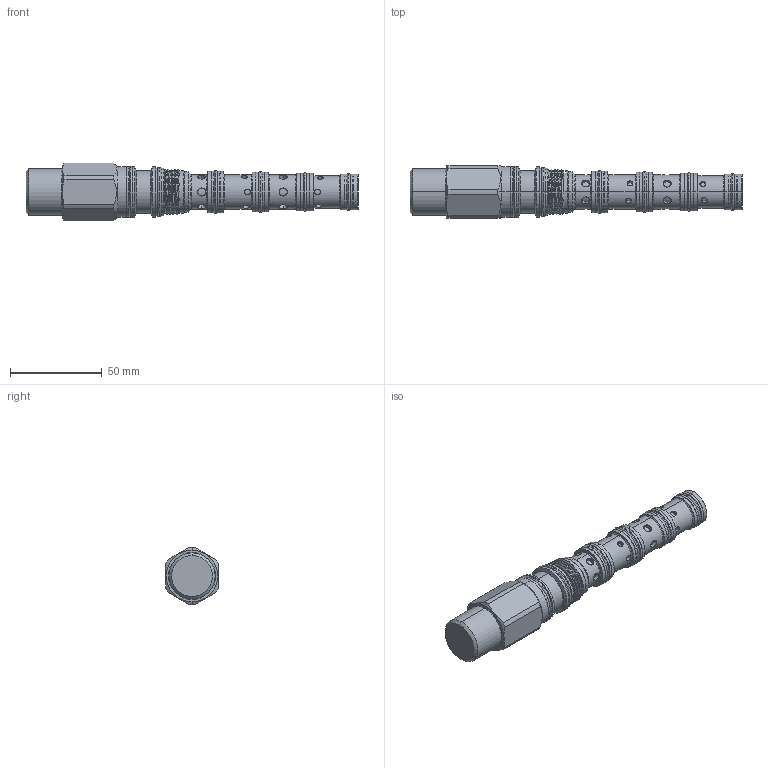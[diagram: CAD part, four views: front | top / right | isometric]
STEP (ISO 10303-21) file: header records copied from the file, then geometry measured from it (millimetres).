
FILE_DESCRIPTION (( 'STEP AP203' ), '1' );
FILE_NAME ('PDD52A6P24N-070.STEP', '2020-03-19T01:28:14', ( '' ), ( '' ), 'SwSTEP 2.0', 'SolidWorks 2018', '' );
FILE_SCHEMA (( 'CONFIG_CONTROL_DESIGN' ));
Length unit declared in the file: millimetre
Products named in the file (1): PDD52A6P24N-070
Bounding box: 181.3 x 28.57 x 31.6 mm (x, y, z)
Volume: 76342.4 mm3; surface area: 21940.5 mm2
Topology: 8 solids, 8 shells, 374 faces, 810 edges, 506 vertices
Faces by surface type: cylinder 209, plane 73, torus 55, cone 35, bspline 2
Entity records: 13550 total; most frequent: CARTESIAN_POINT 5359, DIRECTION 1757, ORIENTED_EDGE 1616, EDGE_CURVE 808, AXIS2_PLACEMENT_3D 752, VERTEX_POINT 506, EDGE_LOOP 444, CIRCLE 379
